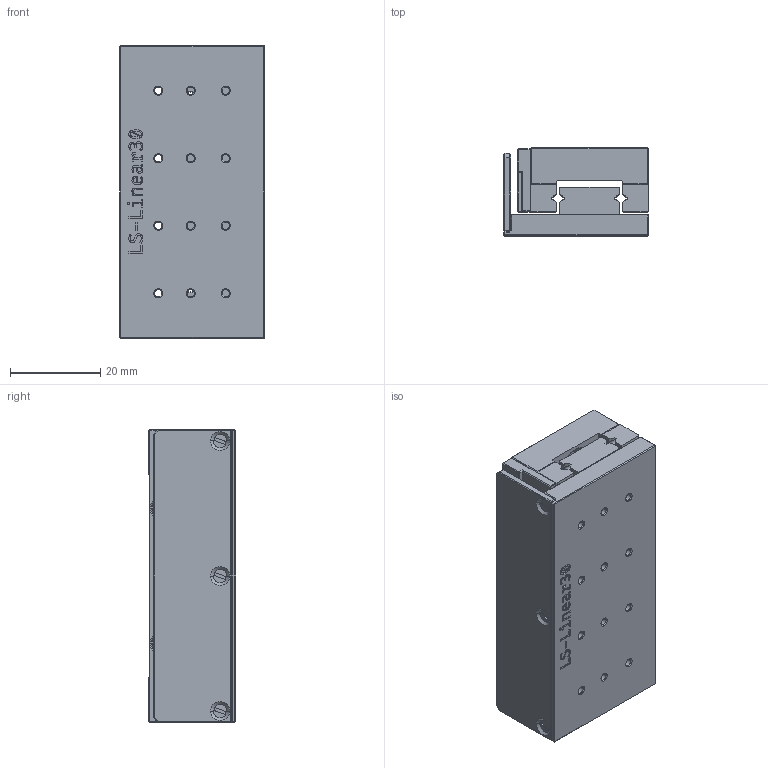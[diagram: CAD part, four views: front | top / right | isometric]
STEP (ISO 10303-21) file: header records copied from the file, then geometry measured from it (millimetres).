
FILE_DESCRIPTION (( 'STEP AP203' ), '1' );
FILE_NAME ('LS-Linear30 - Web.STEP', '2024-12-23T06:35:50', ( '' ), ( '' ), 'SwSTEP 2.0', 'SolidWorks 2020', '' );
FILE_SCHEMA (( 'CONFIG_CONTROL_DESIGN' ));
Length unit declared in the file: millimetre
Products named in the file (11): 葩璃 萇郯釱-65^LS-Linear30 - Web; 葩璃 m2-D3L3.5T0.6^LS-Linear30 - Web; 葩璃 萇芃裔-65^LS-Linear30 - Web; 葩璃 Cover_2-14.4^LS-Linear30 - Web; 葩璃 Base_1-65^LS-Linear30 - Web; 复件 不锈钢-扁头-内六角螺栓^LS-Linear30 - Web_M2*5-D4-T2; 葩璃 Cover_1_thin^LS-Linear30 - Web; 葩璃 Top_1-65^LS-Linear30 - Web; 葩璃 VR2-65^LS-Linear30 - Web; LS-Linear30 - Web; 葩璃 VR2-65_2^LS-Linear30 - Web
Assembly tree (17 placements, depth 2):
  LS-Linear30 - Web
    葩璃 VR2-65_2^LS-Linear30 - Web
    葩璃 VR2-65^LS-Linear30 - Web  x2
    葩璃 Base_1-65^LS-Linear30 - Web
    葩璃 Cover_1_thin^LS-Linear30 - Web
    葩璃 Cover_2-14.4^LS-Linear30 - Web
    葩璃 萇郯釱-65^LS-Linear30 - Web
    葩璃 Top_1-65^LS-Linear30 - Web
    葩璃 萇芃裔-65^LS-Linear30 - Web
    葩璃 m2-D3L3.5T0.6^LS-Linear30 - Web  x6
    复件 不锈钢-扁头-内六角螺栓^LS-Linear30 - Web_M2*5-D4-T2  x2
Bounding box: 32 x 19.5 x 65 mm (x, y, z)
Volume: 32579.1 mm3; surface area: 24657.6 mm2
Topology: 17 solids, 17 shells, 949 faces, 2346 edges, 1444 vertices
Faces by surface type: plane 482, cylinder 214, cone 175, bspline 70, torus 8
Entity records: 29608 total; most frequent: CARTESIAN_POINT 9241, ORIENTED_EDGE 3972, DIRECTION 3830, EDGE_CURVE 1986, LINE 1314, VECTOR 1314, AXIS2_PLACEMENT_3D 1258, VERTEX_POINT 1222
